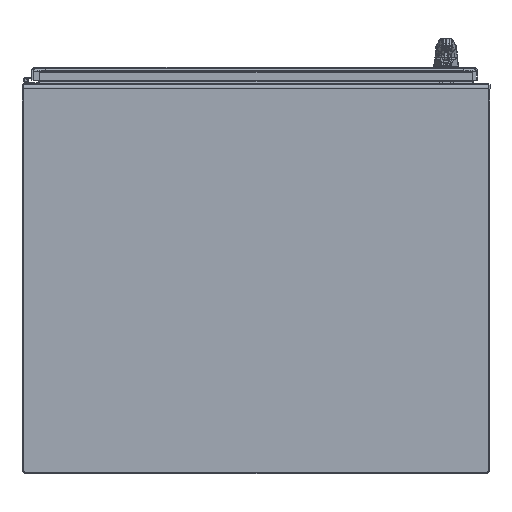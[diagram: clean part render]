
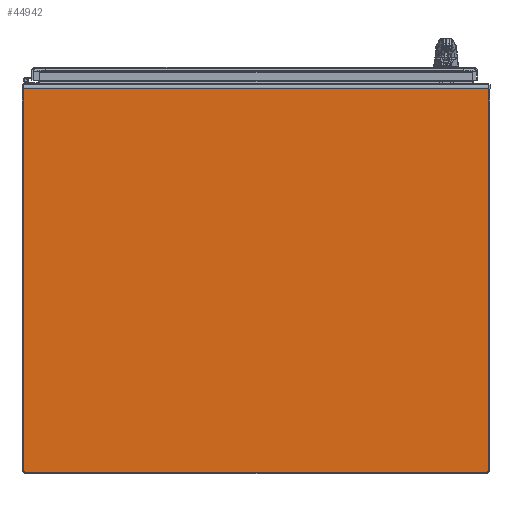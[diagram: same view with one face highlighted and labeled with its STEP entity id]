
A CAD part, front view. The second image highlights one B-rep face of the part: STEP entity #44942.
In plain terms, the highlighted face is planar.
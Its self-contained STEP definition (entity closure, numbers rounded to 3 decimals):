
#2411=PLANE('',#48620);
#3503=FACE_OUTER_BOUND('',#6248,.T.);
#6248=EDGE_LOOP('',(#29968,#29969,#29970,#29971));
#11710=LINE('',#67626,#15146);
#11715=LINE('',#67642,#15151);
#11718=LINE('',#67648,#15154);
#11719=LINE('',#67649,#15155);
#15146=VECTOR('',#54096,0.394);
#15151=VECTOR('',#54117,0.394);
#15154=VECTOR('',#54122,0.394);
#15155=VECTOR('',#54123,0.394);
#18517=VERTEX_POINT('',#67623);
#18518=VERTEX_POINT('',#67625);
#18521=VERTEX_POINT('',#67641);
#18523=VERTEX_POINT('',#67647);
#22847=EDGE_CURVE('',#18518,#18517,#11710,.T.);
#22855=EDGE_CURVE('',#18521,#18518,#11715,.T.);
#22858=EDGE_CURVE('',#18517,#18523,#11718,.T.);
#22859=EDGE_CURVE('',#18523,#18521,#11719,.T.);
#29968=ORIENTED_EDGE('',*,*,#22847,.T.);
#29969=ORIENTED_EDGE('',*,*,#22858,.T.);
#29970=ORIENTED_EDGE('',*,*,#22859,.T.);
#29971=ORIENTED_EDGE('',*,*,#22855,.T.);
#44942=ADVANCED_FACE('',(#3503),#2411,.F.);
#48620=AXIS2_PLACEMENT_3D('',#67646,#54120,#54121);
#54096=DIRECTION('',(-1.,0.,0.));
#54117=DIRECTION('',(0.,-1.,0.));
#54120=DIRECTION('center_axis',(0.,0.,1.));
#54121=DIRECTION('ref_axis',(1.,0.,0.));
#54122=DIRECTION('',(0.,1.,0.));
#54123=DIRECTION('',(1.,0.,0.));
#67623=CARTESIAN_POINT('',(0.,-29.667,0.));
#67625=CARTESIAN_POINT('',(35.917,-29.667,0.));
#67626=CARTESIAN_POINT('',(26.938,-29.667,0.));
#67641=CARTESIAN_POINT('',(35.917,0.,0.));
#67642=CARTESIAN_POINT('',(35.917,0.,0.));
#67646=CARTESIAN_POINT('Origin',(17.959,-15.011,0.));
#67647=CARTESIAN_POINT('',(0.,0.,0.));
#67648=CARTESIAN_POINT('',(0.,-30.021,0.));
#67649=CARTESIAN_POINT('',(0.,0.,0.));
